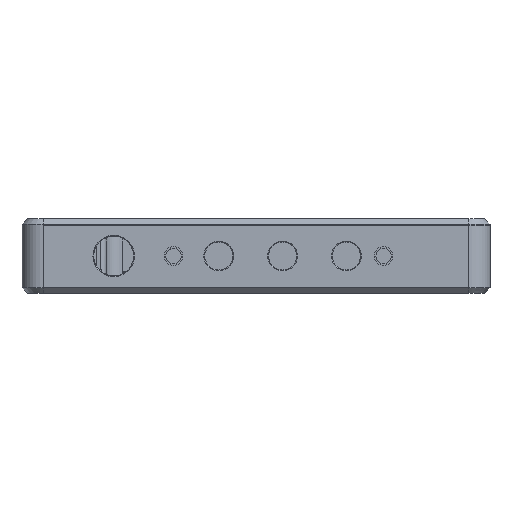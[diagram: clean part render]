
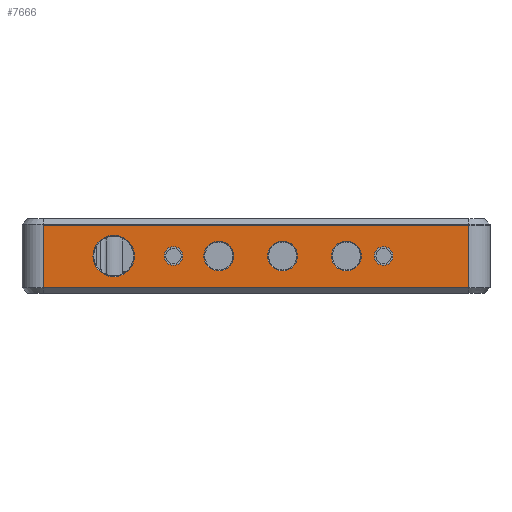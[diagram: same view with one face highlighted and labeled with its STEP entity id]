
A CAD part, front view. The second image highlights one B-rep face of the part: STEP entity #7666.
In plain terms, the highlighted planar face has unit normal (0, -1, 0).
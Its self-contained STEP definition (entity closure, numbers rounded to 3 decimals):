
#1423=DIRECTION('',(1.,0.,0.));
#1424=VECTOR('',#1423,80.);
#1425=CARTESIAN_POINT('',(-40.,-60.5,5.7));
#1426=LINE('',#1425,#1424);
#1430=DIRECTION('',(0.,0.,-1.));
#1431=VECTOR('',#1430,11.7);
#1432=CARTESIAN_POINT('',(40.,-60.5,5.7));
#1433=LINE('',#1432,#1431);
#1437=DIRECTION('',(-1.,0.,0.));
#1438=VECTOR('',#1437,80.);
#1439=CARTESIAN_POINT('',(40.,-60.5,
-6.));
#1440=LINE('',#1439,#1438);
#1444=DIRECTION('',(0.,0.,1.));
#1445=VECTOR('',#1444,11.7);
#1446=CARTESIAN_POINT('',(-40.,-60.5,-6.));
#1447=LINE('',#1446,#1445);
#1451=CARTESIAN_POINT('',(-15.5,-60.5,0.));
#1452=DIRECTION('',(0.,-1.,0.));
#1453=DIRECTION('',(1.,0.,0.));
#1454=AXIS2_PLACEMENT_3D('',#1451,#1452,#1453);
#1459=CARTESIAN_POINT('',(-15.5,-60.5,0.));
#1460=DIRECTION('',(0.,-1.,0.));
#1461=DIRECTION('',(-1.,0.,0.));
#1462=AXIS2_PLACEMENT_3D('',#1459,#1460,#1461);
#1467=CARTESIAN_POINT('',(24.,-60.5,0.));
#1468=DIRECTION('',(0.,-1.,0.));
#1469=DIRECTION('',(1.,0.,0.));
#1470=AXIS2_PLACEMENT_3D('',#1467,#1468,#1469);
#1475=CARTESIAN_POINT('',(24.,-60.5,0.));
#1476=DIRECTION('',(0.,-1.,0.));
#1477=DIRECTION('',(-1.,0.,0.));
#1478=AXIS2_PLACEMENT_3D('',#1475,#1476,#1477);
#1483=CARTESIAN_POINT('',(-26.75,-60.5,0.));
#1484=DIRECTION('',(0.,1.,0.));
#1485=DIRECTION('',(-1.,0.,0.));
#1486=AXIS2_PLACEMENT_3D('',#1483,#1484,#1485);
#1491=CARTESIAN_POINT('',(-26.75,-60.5,0.));
#1492=DIRECTION('',(0.,1.,0.));
#1493=DIRECTION('',(1.,0.,0.));
#1494=AXIS2_PLACEMENT_3D('',#1491,#1492,#1493);
#1499=CARTESIAN_POINT('',(-7.,-60.5,0.));
#1500=DIRECTION('',(0.,1.,0.));
#1501=DIRECTION('',(-1.,0.,0.));
#1502=AXIS2_PLACEMENT_3D('',#1499,#1500,#1501);
#1507=CARTESIAN_POINT('',(-7.,-60.5,0.));
#1508=DIRECTION('',(0.,1.,0.));
#1509=DIRECTION('',(1.,0.,0.));
#1510=AXIS2_PLACEMENT_3D('',#1507,#1508,#1509);
#1515=CARTESIAN_POINT('',(5.,-60.5,0.));
#1516=DIRECTION('',(0.,1.,0.));
#1517=DIRECTION('',(-1.,0.,0.));
#1518=AXIS2_PLACEMENT_3D('',#1515,#1516,#1517);
#1523=CARTESIAN_POINT('',(5.,-60.5,0.));
#1524=DIRECTION('',(0.,1.,0.));
#1525=DIRECTION('',(1.,0.,0.));
#1526=AXIS2_PLACEMENT_3D('',#1523,#1524,#1525);
#1531=CARTESIAN_POINT('',(17.,-60.5,0.));
#1532=DIRECTION('',(0.,1.,0.));
#1533=DIRECTION('',(-1.,0.,0.));
#1534=AXIS2_PLACEMENT_3D('',#1531,#1532,#1533);
#1539=CARTESIAN_POINT('',(17.,-60.5,0.));
#1540=DIRECTION('',(0.,1.,0.));
#1541=DIRECTION('',(1.,0.,0.));
#1542=AXIS2_PLACEMENT_3D('',#1539,#1540,#1541);
#5577=CARTESIAN_POINT('',(40.,-60.5,-6.));
#5579=VERTEX_POINT('',#5577);
#5630=CARTESIAN_POINT('',(-40.,-60.5,-6.));
#5631=VERTEX_POINT('',#5630);
#5632=CARTESIAN_POINT('',(-40.,-60.5,5.7));
#5633=CARTESIAN_POINT('',(40.,-60.5,5.7));
#5634=VERTEX_POINT('',#5632);
#5635=VERTEX_POINT('',#5633);
#5966=CARTESIAN_POINT('',(-13.75,-60.5,0.));
#5967=CARTESIAN_POINT('',(-17.25,-60.5,0.));
#5968=VERTEX_POINT('',#5966);
#5969=VERTEX_POINT('',#5967);
#6124=CARTESIAN_POINT('',(25.75,-60.5,0.));
#6125=CARTESIAN_POINT('',(22.25,-60.5,0.));
#6126=VERTEX_POINT('',#6124);
#6127=VERTEX_POINT('',#6125);
#6204=CARTESIAN_POINT('',(-30.65,-60.5,0.));
#6205=CARTESIAN_POINT('',(-22.85,-60.5,0.));
#6206=VERTEX_POINT('',#6204);
#6207=VERTEX_POINT('',#6205);
#6212=CARTESIAN_POINT('',(-9.8,-60.5,0.));
#6213=CARTESIAN_POINT('',(-4.2,-60.5,0.));
#6214=VERTEX_POINT('',#6212);
#6215=VERTEX_POINT('',#6213);
#6220=CARTESIAN_POINT('',(2.2,-60.5,0.));
#6221=CARTESIAN_POINT('',(7.8,-60.5,0.));
#6222=VERTEX_POINT('',#6220);
#6223=VERTEX_POINT('',#6221);
#6228=CARTESIAN_POINT('',(14.2,-60.5,0.));
#6229=CARTESIAN_POINT('',(19.8,-60.5,0.));
#6230=VERTEX_POINT('',#6228);
#6231=VERTEX_POINT('',#6229);
#7617=CARTESIAN_POINT('',(-44.,-60.5,-7.));
#7618=DIRECTION('',(0.,-1.,0.));
#7619=DIRECTION('',(1.,0.,0.));
#7620=AXIS2_PLACEMENT_3D('',#7617,#7618,#7619);
#7621=PLANE('',#7620);
#7622=ORIENTED_EDGE('',*,*,#6715,.T.);
#7624=ORIENTED_EDGE('',*,*,#7623,.T.);
#7626=ORIENTED_EDGE('',*,*,#7625,.T.);
#7628=ORIENTED_EDGE('',*,*,#7627,.T.);
#7629=EDGE_LOOP('',(#7622,#7624,#7626,#7628));
#7630=FACE_OUTER_BOUND('',#7629,.F.);
#7632=ORIENTED_EDGE('',*,*,#7631,.T.);
#7634=ORIENTED_EDGE('',*,*,#7633,.T.);
#7635=EDGE_LOOP('',(#7632,#7634));
#7636=FACE_BOUND('',#7635,.F.);
#7638=ORIENTED_EDGE('',*,*,#7637,.T.);
#7640=ORIENTED_EDGE('',*,*,#7639,.T.);
#7641=EDGE_LOOP('',(#7638,#7640));
#7642=FACE_BOUND('',#7641,.F.);
#7644=ORIENTED_EDGE('',*,*,#7643,.F.);
#7646=ORIENTED_EDGE('',*,*,#7645,.F.);
#7647=EDGE_LOOP('',(#7644,#7646));
#7648=FACE_BOUND('',#7647,.F.);
#7649=ORIENTED_EDGE('',*,*,#7607,.F.);
#7651=ORIENTED_EDGE('',*,*,#7650,.F.);
#7652=EDGE_LOOP('',(#7649,#7651));
#7653=FACE_BOUND('',#7652,.F.);
#7655=ORIENTED_EDGE('',*,*,#7654,.F.);
#7657=ORIENTED_EDGE('',*,*,#7656,.F.);
#7658=EDGE_LOOP('',(#7655,#7657));
#7659=FACE_BOUND('',#7658,.F.);
#7661=ORIENTED_EDGE('',*,*,#7660,.F.);
#7663=ORIENTED_EDGE('',*,*,#7662,.F.);
#7664=EDGE_LOOP('',(#7661,#7663));
#7665=FACE_BOUND('',#7664,.F.);
#1455=CIRCLE('',#1454,1.75);
#1463=CIRCLE('',#1462,1.75);
#1471=CIRCLE('',#1470,1.75);
#1479=CIRCLE('',#1478,1.75);
#1487=CIRCLE('',#1486,3.9);
#1495=CIRCLE('',#1494,3.9);
#1503=CIRCLE('',#1502,2.8);
#1511=CIRCLE('',#1510,2.8);
#1519=CIRCLE('',#1518,2.8);
#1527=CIRCLE('',#1526,2.8);
#1535=CIRCLE('',#1534,2.8);
#1543=CIRCLE('',#1542,2.8);
#6715=EDGE_CURVE('',#5634,#5635,#1426,.T.);
#7607=EDGE_CURVE('',#6214,#6215,#1503,.T.);
#7623=EDGE_CURVE('',#5635,#5579,#1433,.T.);
#7625=EDGE_CURVE('',#5579,#5631,#1440,.T.);
#7627=EDGE_CURVE('',#5631,#5634,#1447,.T.);
#7631=EDGE_CURVE('',#5968,#5969,#1455,.T.);
#7633=EDGE_CURVE('',#5969,#5968,#1463,.T.);
#7637=EDGE_CURVE('',#6126,#6127,#1471,.T.);
#7639=EDGE_CURVE('',#6127,#6126,#1479,.T.);
#7643=EDGE_CURVE('',#6206,#6207,#1487,.T.);
#7645=EDGE_CURVE('',#6207,#6206,#1495,.T.);
#7650=EDGE_CURVE('',#6215,#6214,#1511,.T.);
#7654=EDGE_CURVE('',#6222,#6223,#1519,.T.);
#7656=EDGE_CURVE('',#6223,#6222,#1527,.T.);
#7660=EDGE_CURVE('',#6230,#6231,#1535,.T.);
#7662=EDGE_CURVE('',#6231,#6230,#1543,.T.);
#7666=ADVANCED_FACE('',(#7630,#7636,#7642,#7648,#7653,#7659,#7665),#7621,.T.);
